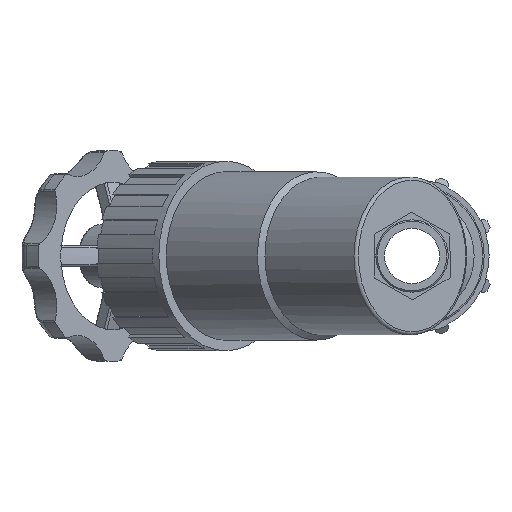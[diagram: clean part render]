
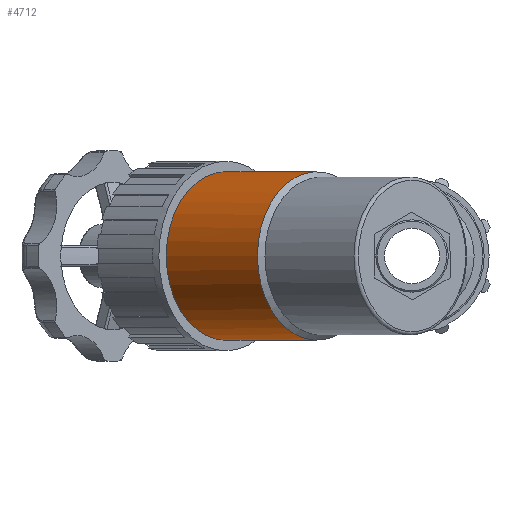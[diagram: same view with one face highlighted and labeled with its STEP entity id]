
A CAD part, left-side view. The second image highlights one B-rep face of the part: STEP entity #4712.
In plain terms, the highlighted cylindrical face has radius 24.408 mm (diameter 48.816 mm), a full revolution.
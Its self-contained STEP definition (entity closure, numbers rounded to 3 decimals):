
#154=B_SPLINE_CURVE_WITH_KNOTS('',3,(#9456,#9457,#9458,#9459,#9460,#9461),
 .UNSPECIFIED.,.F.,.F.,(4,2,4),(1.923,2.119,2.316),
 .UNSPECIFIED.);
#904=CYLINDRICAL_SURFACE('',#5141,24.408);
#1082=FACE_BOUND('',#1591,.T.);
#1297=FACE_OUTER_BOUND('',#1590,.T.);
#1590=EDGE_LOOP('',(#4083,#4084));
#1591=EDGE_LOOP('',(#4085));
#1882=CIRCLE('',#5140,24.408);
#1883=CIRCLE('',#5142,24.408);
#2276=VERTEX_POINT('',#9444);
#2277=VERTEX_POINT('',#9449);
#2278=VERTEX_POINT('',#9462);
#2917=EDGE_CURVE('',#2276,#2277,#1882,.T.);
#2918=EDGE_CURVE('',#2276,#2277,#154,.T.);
#2919=EDGE_CURVE('',#2278,#2278,#1883,.T.);
#4083=ORIENTED_EDGE('',*,*,#2918,.F.);
#4084=ORIENTED_EDGE('',*,*,#2917,.T.);
#4085=ORIENTED_EDGE('',*,*,#2919,.F.);
#4712=ADVANCED_FACE('',(#1297,#1082),#904,.T.);
#5140=AXIS2_PLACEMENT_3D('',#9454,#6215,#6216);
#5141=AXIS2_PLACEMENT_3D('',#9455,#6217,#6218);
#5142=AXIS2_PLACEMENT_3D('',#9463,#6219,#6220);
#6215=DIRECTION('center_axis',(0.707,0.707,0.));
#6216=DIRECTION('ref_axis',(0.707,-0.707,0.));
#6217=DIRECTION('center_axis',(0.707,0.707,0.));
#6218=DIRECTION('ref_axis',(-0.707,0.707,0.));
#6219=DIRECTION('center_axis',(0.707,0.707,0.));
#6220=DIRECTION('ref_axis',(0.707,-0.707,0.));
#9444=CARTESIAN_POINT('',(9.912,10.301,-1.916));
#9449=CARTESIAN_POINT('',(9.912,10.301,1.916));
#9454=CARTESIAN_POINT('Origin',(-7.293,27.507,0.));
#9455=CARTESIAN_POINT('Origin',(5.921,40.721,0.));
#9456=CARTESIAN_POINT('Ctrl Pts',(9.912,10.301,-1.916));
#9457=CARTESIAN_POINT('Ctrl Pts',(10.096,10.416,-1.299));
#9458=CARTESIAN_POINT('Ctrl Pts',(10.196,10.478,-0.655));
#9459=CARTESIAN_POINT('Ctrl Pts',(10.196,10.478,0.655));
#9460=CARTESIAN_POINT('Ctrl Pts',(10.096,10.416,1.299));
#9461=CARTESIAN_POINT('Ctrl Pts',(9.912,10.301,1.916));
#9462=CARTESIAN_POINT('',(1.876,71.194,0.));
#9463=CARTESIAN_POINT('Origin',(19.135,53.935,0.));
